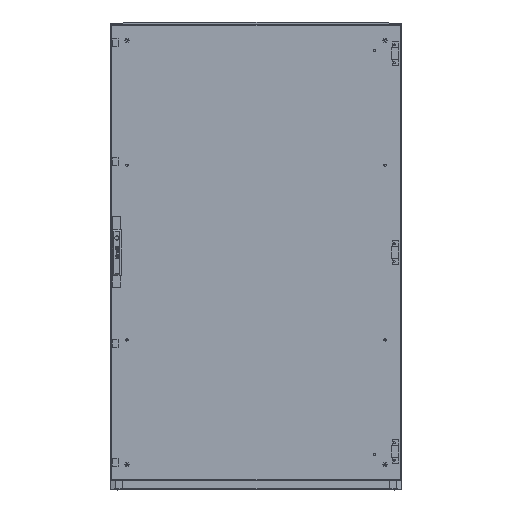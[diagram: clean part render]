
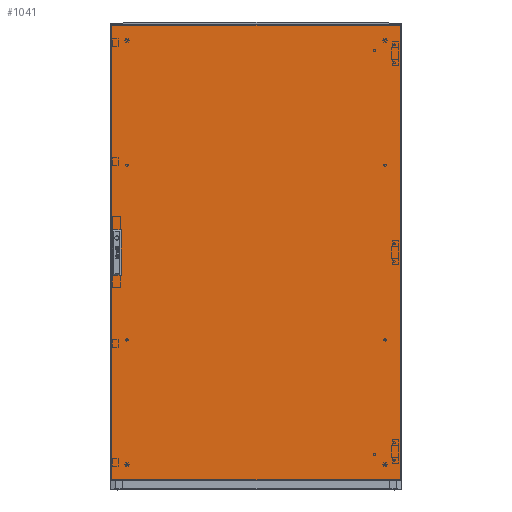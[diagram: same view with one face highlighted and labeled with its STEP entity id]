
A CAD part, top view. The second image highlights one B-rep face of the part: STEP entity #1041.
In plain terms, the highlighted planar face has unit normal (0, 0, 1).
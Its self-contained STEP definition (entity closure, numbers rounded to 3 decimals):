
#152 = DIRECTION ( 'NONE',  ( -1., 0., 0. ) ) ;
#1041 = ADVANCED_FACE ( 'NONE', ( #46244, #96910 ), #91021, .T. ) ;
#4625 = VECTOR ( 'NONE', #65723, 1000. ) ;
#6753 = CARTESIAN_POINT ( 'NONE',  ( -497., 783.5, 0. ) ) ;
#7025 = AXIS2_PLACEMENT_3D ( 'NONE', #81400, #33938, #100580 ) ;
#7612 = LINE ( 'NONE', #75248, #4625 ) ;
#8781 = VECTOR ( 'NONE', #152, 1000. ) ;
#8988 = VECTOR ( 'NONE', #16354, 1000. ) ;
#10463 = CARTESIAN_POINT ( 'NONE',  ( -497., 783.5, 0. ) ) ;
#10818 = DIRECTION ( 'NONE',  ( 0., 1., 0. ) ) ;
#12144 = EDGE_CURVE ( 'NONE', #102388, #105618, #7612, .T. ) ;
#13026 = EDGE_CURVE ( 'NONE', #30475, #76488, #98490, .T. ) ;
#14165 = CARTESIAN_POINT ( 'NONE',  ( -493.4, 78.5, 0. ) ) ;
#16354 = DIRECTION ( 'NONE',  ( 0., -1., 0. ) ) ;
#19439 = VERTEX_POINT ( 'NONE', #67563 ) ;
#20464 = CARTESIAN_POINT ( 'NONE',  ( 497., 783.5, 0. ) ) ;
#23097 = LINE ( 'NONE', #70610, #70860 ) ;
#26851 = CARTESIAN_POINT ( 'NONE',  ( -497., -783.5, 0. ) ) ;
#26903 = LINE ( 'NONE', #26851, #52327 ) ;
#26923 = ORIENTED_EDGE ( 'NONE', *, *, #105285, .F. ) ;
#30475 = VERTEX_POINT ( 'NONE', #61048 ) ;
#30778 = CARTESIAN_POINT ( 'NONE',  ( -463., 0., 0. ) ) ;
#33938 = DIRECTION ( 'NONE',  ( 0., 0., 1. ) ) ;
#37075 = ORIENTED_EDGE ( 'NONE', *, *, #70988, .T. ) ;
#37656 = CARTESIAN_POINT ( 'NONE',  ( -463., -78.5, 0. ) ) ;
#38858 = ORIENTED_EDGE ( 'NONE', *, *, #12144, .F. ) ;
#42941 = EDGE_CURVE ( 'NONE', #76488, #105618, #89388, .T. ) ;
#43061 = ORIENTED_EDGE ( 'NONE', *, *, #13026, .T. ) ;
#45181 = EDGE_CURVE ( 'NONE', #115354, #19439, #101108, .T. ) ;
#46244 = FACE_BOUND ( 'NONE', #87584, .T. ) ;
#47494 = CARTESIAN_POINT ( 'NONE',  ( 497., -783.5, 0. ) ) ;
#47781 = CARTESIAN_POINT ( 'NONE',  ( -497., 783.5, 0. ) ) ;
#52142 = ORIENTED_EDGE ( 'NONE', *, *, #42941, .T. ) ;
#52327 = VECTOR ( 'NONE', #83980, 1000. ) ;
#59758 = EDGE_CURVE ( 'NONE', #91625, #103062, #85137, .T. ) ;
#61048 = CARTESIAN_POINT ( 'NONE',  ( -493.4, 78.5, 0. ) ) ;
#62190 = DIRECTION ( 'NONE',  ( 1., 0., 0. ) ) ;
#63130 = ORIENTED_EDGE ( 'NONE', *, *, #86225, .T. ) ;
#65723 = DIRECTION ( 'NONE',  ( 1., 0., 0. ) ) ;
#67067 = VECTOR ( 'NONE', #97456, 1000. ) ;
#67563 = CARTESIAN_POINT ( 'NONE',  ( 497., 783.5, 0. ) ) ;
#70610 = CARTESIAN_POINT ( 'NONE',  ( -493.4, 0., 0. ) ) ;
#70860 = VECTOR ( 'NONE', #109364, 1000. ) ;
#70988 = EDGE_CURVE ( 'NONE', #19439, #91625, #107282, .T. ) ;
#73124 = VECTOR ( 'NONE', #62190, 1000. ) ;
#74420 = ORIENTED_EDGE ( 'NONE', *, *, #45181, .T. ) ;
#75248 = CARTESIAN_POINT ( 'NONE',  ( -493.4, -78.5, 0. ) ) ;
#76488 = VERTEX_POINT ( 'NONE', #111694 ) ;
#81400 = CARTESIAN_POINT ( 'NONE',  ( 0., 0., 0. ) ) ;
#83980 = DIRECTION ( 'NONE',  ( 1., 0., 0. ) ) ;
#85137 = LINE ( 'NONE', #6753, #8988 ) ;
#86225 = EDGE_CURVE ( 'NONE', #103062, #115354, #26903, .T. ) ;
#87584 = EDGE_LOOP ( 'NONE', ( #43061, #52142, #38858, #26923 ) ) ;
#89388 = LINE ( 'NONE', #30778, #67067 ) ;
#91021 = PLANE ( 'NONE',  #7025 ) ;
#91625 = VERTEX_POINT ( 'NONE', #10463 ) ;
#93352 = CARTESIAN_POINT ( 'NONE',  ( -493.4, -78.5, 0. ) ) ;
#95616 = EDGE_LOOP ( 'NONE', ( #74420, #37075, #109078, #63130 ) ) ;
#96910 = FACE_OUTER_BOUND ( 'NONE', #95616, .T. ) ;
#97456 = DIRECTION ( 'NONE',  ( 0., -1., 0. ) ) ;
#98490 = LINE ( 'NONE', #14165, #73124 ) ;
#100580 = DIRECTION ( 'NONE',  ( 1., 0., 0. ) ) ;
#101108 = LINE ( 'NONE', #20464, #123482 ) ;
#102388 = VERTEX_POINT ( 'NONE', #93352 ) ;
#103062 = VERTEX_POINT ( 'NONE', #107733 ) ;
#105285 = EDGE_CURVE ( 'NONE', #30475, #102388, #23097, .T. ) ;
#105618 = VERTEX_POINT ( 'NONE', #37656 ) ;
#107282 = LINE ( 'NONE', #47781, #8781 ) ;
#107733 = CARTESIAN_POINT ( 'NONE',  ( -497., -783.5, 0. ) ) ;
#109078 = ORIENTED_EDGE ( 'NONE', *, *, #59758, .T. ) ;
#109364 = DIRECTION ( 'NONE',  ( 0., -1., 0. ) ) ;
#111694 = CARTESIAN_POINT ( 'NONE',  ( -463., 78.5, 0. ) ) ;
#115354 = VERTEX_POINT ( 'NONE', #47494 ) ;
#123482 = VECTOR ( 'NONE', #10818, 1000. ) ;
